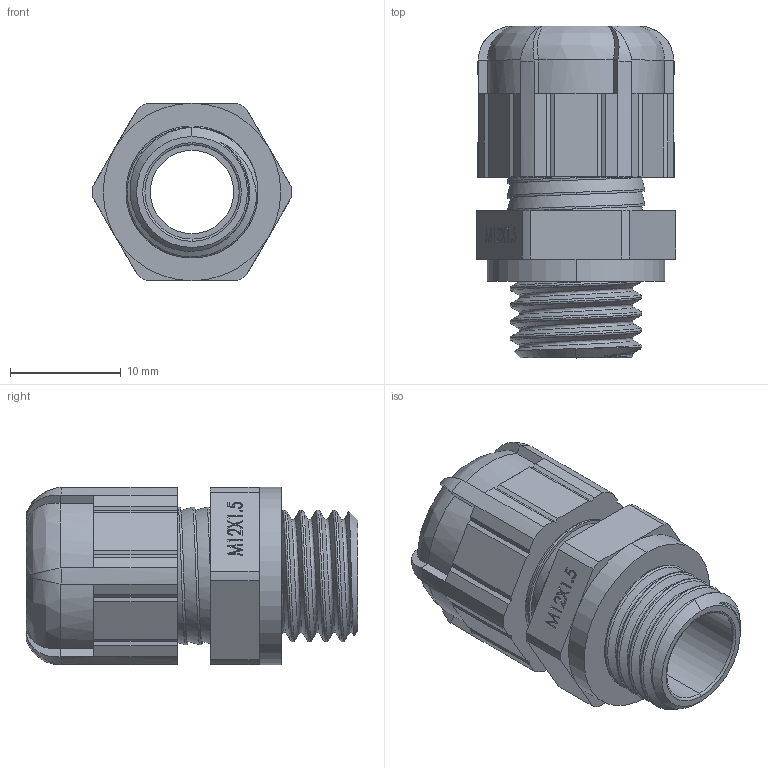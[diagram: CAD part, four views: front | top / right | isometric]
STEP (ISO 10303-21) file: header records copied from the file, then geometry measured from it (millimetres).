
FILE_DESCRIPTION (( 'STEP AP203' ), '1' );
FILE_NAME ('4912.STEP', '2025-04-28T09:45:17', ( '' ), ( '' ), 'SwSTEP 2.0', 'SolidWorks 2022', '' );
FILE_SCHEMA (( 'CONFIG_CONTROL_DESIGN' ));
Length unit declared in the file: millimetre
Products named in the file (1): 4912
Bounding box: 18 x 29.91 x 16 mm (x, y, z)
Volume: 3588.3 mm3; surface area: 2920.2 mm2
Topology: 1 solids, 2 shells, 325 faces, 872 edges, 569 vertices
Faces by surface type: plane 178, bspline 103, cylinder 38, cone 4, torus 2
Entity records: 16299 total; most frequent: CARTESIAN_POINT 8860, ORIENTED_EDGE 1744, DIRECTION 1160, EDGE_CURVE 872, VERTEX_POINT 569, VECTOR 524, LINE 524, EDGE_LOOP 345
